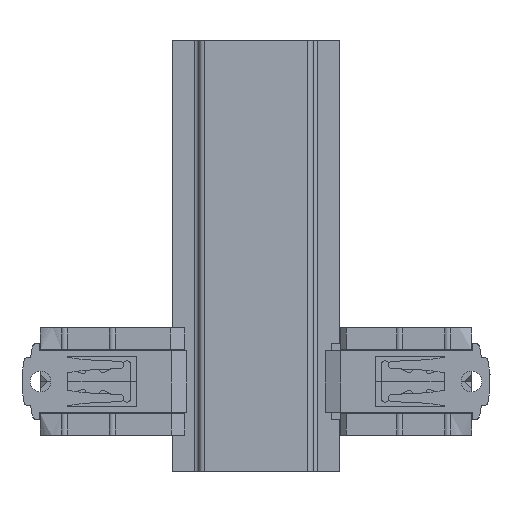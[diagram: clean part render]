
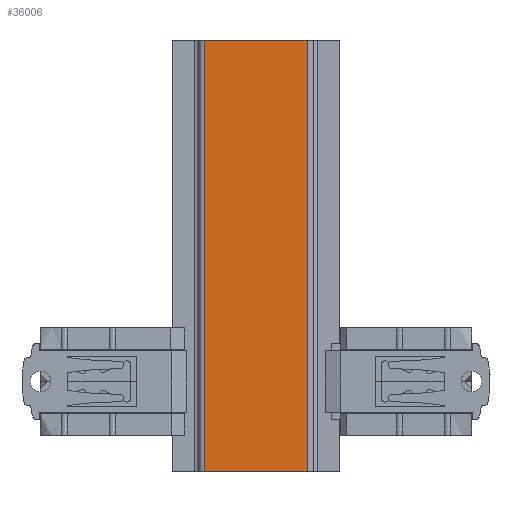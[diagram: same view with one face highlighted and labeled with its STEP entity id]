
A CAD part, front view. The second image highlights one B-rep face of the part: STEP entity #36006.
In plain terms, the highlighted planar face has unit normal (0, -1, 0).
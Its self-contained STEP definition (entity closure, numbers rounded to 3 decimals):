
#35586=DIRECTION('',(1.,0.,0.));
#35587=VECTOR('',#35586,21.6);
#35588=CARTESIAN_POINT('',(-10.8,-1.,0.));
#35589=LINE('',#35588,#35587);
#35674=DIRECTION('',(1.,0.,0.));
#35675=VECTOR('',#35674,21.6);
#35676=CARTESIAN_POINT('',(-10.8,-1.,90.));
#35677=LINE('',#35676,#35675);
#35682=DIRECTION('',(0.,0.,-1.));
#35683=VECTOR('',#35682,90.);
#35684=CARTESIAN_POINT('',(-10.8,-1.,90.));
#35685=LINE('',#35684,#35683);
#35738=DIRECTION('',(0.,0.,1.));
#35739=VECTOR('',#35738,90.);
#35740=CARTESIAN_POINT('',(10.8,-1.,0.));
#35741=LINE('',#35740,#35739);
#35816=CARTESIAN_POINT('',(-10.8,-1.,0.));
#35817=VERTEX_POINT('',#35816);
#35818=CARTESIAN_POINT('',(10.8,-1.,0.));
#35819=VERTEX_POINT('',#35818);
#35836=CARTESIAN_POINT('',(-10.8,-1.,90.));
#35837=CARTESIAN_POINT('',(10.8,-1.,90.));
#35838=VERTEX_POINT('',#35836);
#35839=VERTEX_POINT('',#35837);
#35993=CARTESIAN_POINT('',(-10.8,-1.,90.));
#35994=DIRECTION('',(0.,1.,0.));
#35995=DIRECTION('',(-1.,0.,0.));
#35996=AXIS2_PLACEMENT_3D('',#35993,#35994,#35995);
#35997=PLANE('',#35996);
#35998=ORIENTED_EDGE('',*,*,#35911,.F.);
#36000=ORIENTED_EDGE('',*,*,#35999,.F.);
#36001=ORIENTED_EDGE('',*,*,#35952,.T.);
#36003=ORIENTED_EDGE('',*,*,#36002,.F.);
#36004=EDGE_LOOP('',(#35998,#36000,#36001,#36003));
#36005=FACE_OUTER_BOUND('',#36004,.F.);
#36006=ADVANCED_FACE('',(#36005),#35997,.F.);
#35911=EDGE_CURVE('',#35817,#35819,#35589,.T.);
#35952=EDGE_CURVE('',#35838,#35839,#35677,.T.);
#35999=EDGE_CURVE('',#35838,#35817,#35685,.T.);
#36002=EDGE_CURVE('',#35819,#35839,#35741,.T.);
